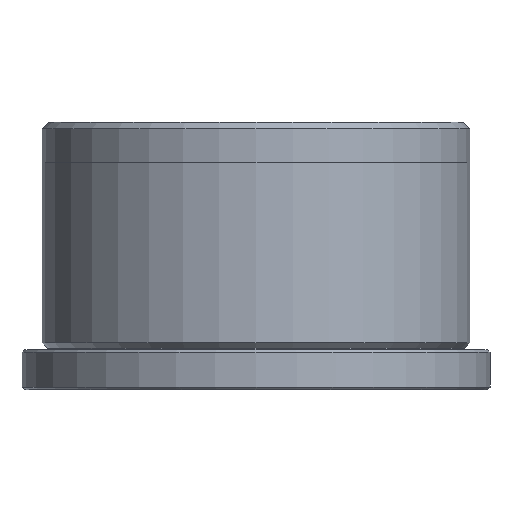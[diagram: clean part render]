
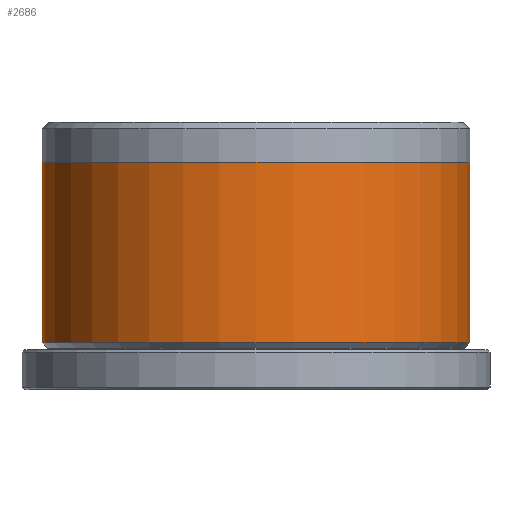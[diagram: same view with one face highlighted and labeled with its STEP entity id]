
A CAD part, front view. The second image highlights one B-rep face of the part: STEP entity #2686.
In plain terms, the highlighted cylindrical face has radius 16 mm (diameter 32 mm), a partial arc.
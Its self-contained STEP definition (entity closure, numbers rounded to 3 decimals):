
#45 = DIRECTION ( 'NONE',  ( -1., 0., 0. ) ) ;
#167 = VERTEX_POINT ( 'NONE', #1907 ) ;
#232 = AXIS2_PLACEMENT_3D ( 'NONE', #302, #1826, #536 ) ;
#302 = CARTESIAN_POINT ( 'NONE',  ( 0., 0., 17. ) ) ;
#353 = VERTEX_POINT ( 'NONE', #1368 ) ;
#536 = DIRECTION ( 'NONE',  ( 1., 0., 0. ) ) ;
#563 = ORIENTED_EDGE ( 'NONE', *, *, #893, .F. ) ;
#578 = DIRECTION ( 'NONE',  ( 0., 0., -1. ) ) ;
#624 = EDGE_CURVE ( 'NONE', #2192, #167, #834, .T. ) ;
#661 = VECTOR ( 'NONE', #1003, 1000. ) ;
#801 = ORIENTED_EDGE ( 'NONE', *, *, #624, .F. ) ;
#803 = LINE ( 'NONE', #2506, #661 ) ;
#834 = CIRCLE ( 'NONE', #880, 16. ) ;
#836 = EDGE_CURVE ( 'NONE', #353, #167, #1639, .T. ) ;
#880 = AXIS2_PLACEMENT_3D ( 'NONE', #1866, #578, #2074 ) ;
#893 = EDGE_CURVE ( 'NONE', #353, #1155, #1064, .T. ) ;
#917 = CARTESIAN_POINT ( 'NONE',  ( -16., 0., 20. ) ) ;
#1003 = DIRECTION ( 'NONE',  ( 0., 0., -1. ) ) ;
#1064 = CIRCLE ( 'NONE', #232, 16. ) ;
#1105 = EDGE_CURVE ( 'NONE', #1155, #2192, #803, .T. ) ;
#1124 = DIRECTION ( 'NONE',  ( 0., 0., -1. ) ) ;
#1150 = DIRECTION ( 'NONE',  ( 0., 0., -1. ) ) ;
#1155 = VERTEX_POINT ( 'NONE', #1902 ) ;
#1368 = CARTESIAN_POINT ( 'NONE',  ( -16., 0., 17. ) ) ;
#1425 = EDGE_LOOP ( 'NONE', ( #2620, #563, #2297, #801 ) ) ;
#1639 = LINE ( 'NONE', #917, #2138 ) ;
#1826 = DIRECTION ( 'NONE',  ( 0., 0., 1. ) ) ;
#1866 = CARTESIAN_POINT ( 'NONE',  ( 0., 0., 3.5 ) ) ;
#1902 = CARTESIAN_POINT ( 'NONE',  ( 16., 0., 17. ) ) ;
#1907 = CARTESIAN_POINT ( 'NONE',  ( -16., 0., 3.5 ) ) ;
#2074 = DIRECTION ( 'NONE',  ( -1., 0., 0. ) ) ;
#2138 = VECTOR ( 'NONE', #1124, 1000. ) ;
#2145 = AXIS2_PLACEMENT_3D ( 'NONE', #2650, #1150, #45 ) ;
#2192 = VERTEX_POINT ( 'NONE', #2333 ) ;
#2297 = ORIENTED_EDGE ( 'NONE', *, *, #836, .T. ) ;
#2333 = CARTESIAN_POINT ( 'NONE',  ( 16., 0., 3.5 ) ) ;
#2506 = CARTESIAN_POINT ( 'NONE',  ( 16., 0., 20. ) ) ;
#2548 = CYLINDRICAL_SURFACE ( 'NONE', #2145, 16. ) ;
#2620 = ORIENTED_EDGE ( 'NONE', *, *, #1105, .F. ) ;
#2650 = CARTESIAN_POINT ( 'NONE',  ( 0., 0., 20. ) ) ;
#2676 = FACE_OUTER_BOUND ( 'NONE', #1425, .T. ) ;
#2686 = ADVANCED_FACE ( 'NONE', ( #2676 ), #2548, .T. ) ;
